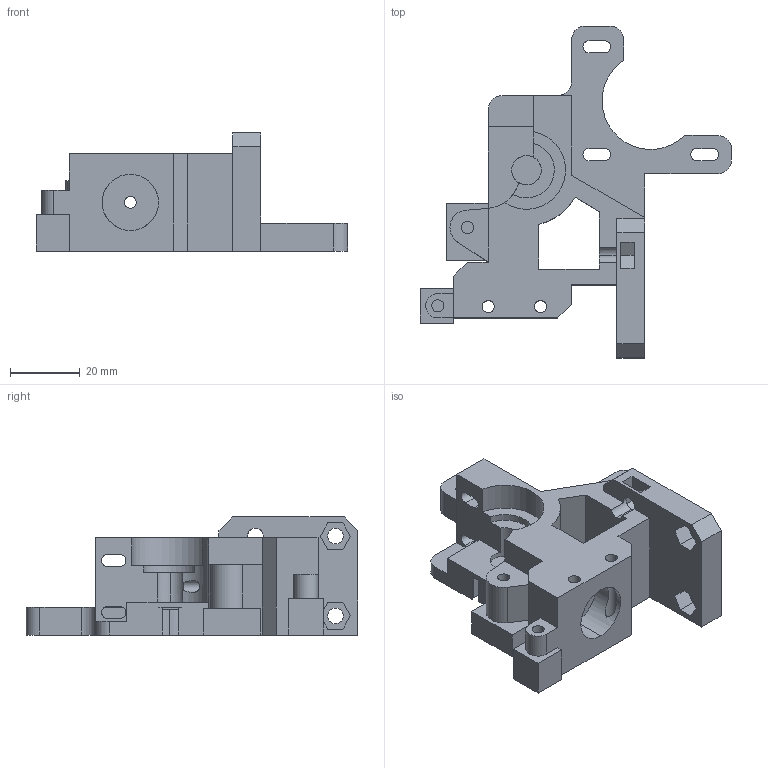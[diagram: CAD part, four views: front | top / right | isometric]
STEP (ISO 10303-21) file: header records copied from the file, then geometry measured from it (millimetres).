
FILE_DESCRIPTION (( 'STEP AP203' ), '1' );
FILE_NAME ('BODY-EXTRUDEUR-WADE-3mm.STEP' );
FILE_SCHEMA (( 'CONFIG_CONTROL_DESIGN' ));
Length unit declared in the file: millimetre
Products named in the file (1): BODY-EXTRUDEUR-WADE-3mm
Bounding box: 89.5 x 95.5 x 34 mm (x, y, z)
Volume: 52579.9 mm3; surface area: 24552.6 mm2
Topology: 1 solids, 1 shells, 223 faces, 634 edges, 419 vertices
Faces by surface type: plane 141, cylinder 82
Entity records: 7594 total; most frequent: CARTESIAN_POINT 1483, ORIENTED_EDGE 1268, DIRECTION 1245, EDGE_CURVE 634, LINE 455, VECTOR 455, VERTEX_POINT 419, AXIS2_PLACEMENT_3D 395
